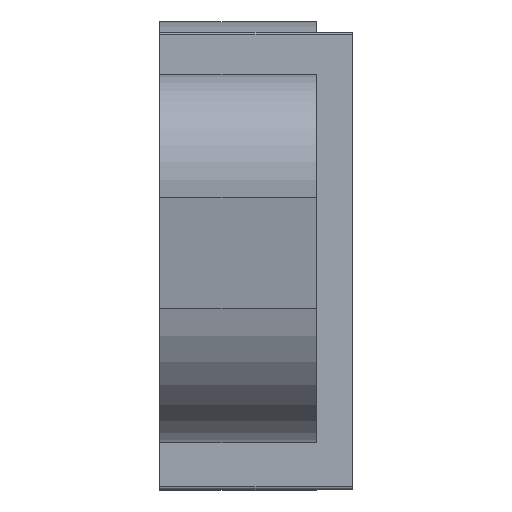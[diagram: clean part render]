
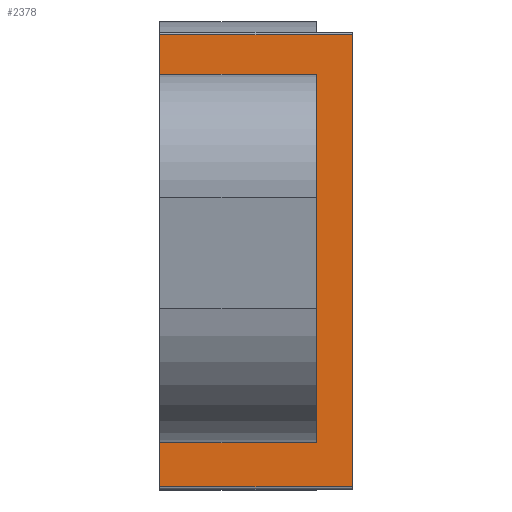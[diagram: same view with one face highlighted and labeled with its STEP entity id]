
A CAD part, top view. The second image highlights one B-rep face of the part: STEP entity #2378.
In plain terms, the highlighted planar face has unit normal (0, 0, 1).
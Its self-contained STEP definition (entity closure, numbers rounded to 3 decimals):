
#78 = VERTEX_POINT ( 'NONE', #2774 ) ;
#129 = CARTESIAN_POINT ( 'NONE',  ( -246., 274.1, 104.5 ) ) ;
#154 = VECTOR ( 'NONE', #906, 1000. ) ;
#166 = CARTESIAN_POINT ( 'NONE',  ( -246., 274.1, 104.5 ) ) ;
#227 = LINE ( 'NONE', #166, #2781 ) ;
#500 = LINE ( 'NONE', #2948, #3047 ) ;
#550 = ORIENTED_EDGE ( 'NONE', *, *, #1128, .F. ) ;
#554 = ORIENTED_EDGE ( 'NONE', *, *, #1805, .F. ) ;
#645 = FACE_OUTER_BOUND ( 'NONE', #3178, .T. ) ;
#657 = CARTESIAN_POINT ( 'NONE',  ( -262., 324.55, 104.5 ) ) ;
#658 = CARTESIAN_POINT ( 'NONE',  ( -267.5, 274.1, 104.5 ) ) ;
#683 = DIRECTION ( 'NONE',  ( -1., 0., 0. ) ) ;
#724 = LINE ( 'NONE', #2693, #1974 ) ;
#726 = VECTOR ( 'NONE', #2555, 1000. ) ;
#766 = ORIENTED_EDGE ( 'NONE', *, *, #1464, .F. ) ;
#833 = CARTESIAN_POINT ( 'NONE',  ( -250., 279., 104.5 ) ) ;
#850 = VERTEX_POINT ( 'NONE', #1250 ) ;
#852 = AXIS2_PLACEMENT_3D ( 'NONE', #1926, #2172, #683 ) ;
#906 = DIRECTION ( 'NONE',  ( 1., 0., 0. ) ) ;
#913 = CARTESIAN_POINT ( 'NONE',  ( -250., 320.15, 104.5 ) ) ;
#924 = VECTOR ( 'NONE', #2233, 1000. ) ;
#1055 = CARTESIAN_POINT ( 'NONE',  ( -262., 320.15, 104.5 ) ) ;
#1080 = CARTESIAN_POINT ( 'NONE',  ( -267.5, 279., 104.5 ) ) ;
#1095 = ORIENTED_EDGE ( 'NONE', *, *, #1803, .T. ) ;
#1128 = EDGE_CURVE ( 'NONE', #1206, #78, #724, .T. ) ;
#1206 = VERTEX_POINT ( 'NONE', #2673 ) ;
#1217 = DIRECTION ( 'NONE',  ( 0., 1., 0. ) ) ;
#1246 = ORIENTED_EDGE ( 'NONE', *, *, #1386, .F. ) ;
#1250 = CARTESIAN_POINT ( 'NONE',  ( -246., 324.55, 104.5 ) ) ;
#1269 = VECTOR ( 'NONE', #3140, 1000. ) ;
#1386 = EDGE_CURVE ( 'NONE', #3106, #2945, #2056, .T. ) ;
#1419 = CARTESIAN_POINT ( 'NONE',  ( -262., 274.1, 104.5 ) ) ;
#1460 = LINE ( 'NONE', #657, #154 ) ;
#1464 = EDGE_CURVE ( 'NONE', #2481, #1654, #500, .T. ) ;
#1556 = VERTEX_POINT ( 'NONE', #129 ) ;
#1625 = ORIENTED_EDGE ( 'NONE', *, *, #3171, .T. ) ;
#1654 = VERTEX_POINT ( 'NONE', #913 ) ;
#1662 = EDGE_CURVE ( 'NONE', #3106, #1556, #3158, .T. ) ;
#1676 = PLANE ( 'NONE',  #852 ) ;
#1803 = EDGE_CURVE ( 'NONE', #1556, #850, #227, .T. ) ;
#1805 = EDGE_CURVE ( 'NONE', #78, #850, #1460, .T. ) ;
#1887 = VECTOR ( 'NONE', #2286, 1000. ) ;
#1926 = CARTESIAN_POINT ( 'NONE',  ( -262., 320.15, 104.5 ) ) ;
#1974 = VECTOR ( 'NONE', #1217, 1000. ) ;
#2038 = EDGE_CURVE ( 'NONE', #2945, #2481, #2816, .T. ) ;
#2041 = LINE ( 'NONE', #1055, #1887 ) ;
#2056 = LINE ( 'NONE', #2305, #726 ) ;
#2172 = DIRECTION ( 'NONE',  ( 0., 0., -1. ) ) ;
#2233 = DIRECTION ( 'NONE',  ( 1., 0., 0. ) ) ;
#2286 = DIRECTION ( 'NONE',  ( 1., 0., 0. ) ) ;
#2305 = CARTESIAN_POINT ( 'NONE',  ( -267.5, 274.1, 104.5 ) ) ;
#2378 = ADVANCED_FACE ( 'NONE', ( #645 ), #1676, .F. ) ;
#2481 = VERTEX_POINT ( 'NONE', #833 ) ;
#2555 = DIRECTION ( 'NONE',  ( 0., 1., 0. ) ) ;
#2629 = DIRECTION ( 'NONE',  ( 0., 1., 0. ) ) ;
#2673 = CARTESIAN_POINT ( 'NONE',  ( -267.5, 320.15, 104.5 ) ) ;
#2693 = CARTESIAN_POINT ( 'NONE',  ( -267.5, 320.15, 104.5 ) ) ;
#2717 = ORIENTED_EDGE ( 'NONE', *, *, #2038, .F. ) ;
#2774 = CARTESIAN_POINT ( 'NONE',  ( -267.5, 324.55, 104.5 ) ) ;
#2781 = VECTOR ( 'NONE', #2629, 1000. ) ;
#2816 = LINE ( 'NONE', #2967, #924 ) ;
#2833 = ORIENTED_EDGE ( 'NONE', *, *, #1662, .T. ) ;
#2945 = VERTEX_POINT ( 'NONE', #1080 ) ;
#2948 = CARTESIAN_POINT ( 'NONE',  ( -250., 279., 104.5 ) ) ;
#2967 = CARTESIAN_POINT ( 'NONE',  ( -262., 279., 104.5 ) ) ;
#3047 = VECTOR ( 'NONE', #3050, 1000. ) ;
#3050 = DIRECTION ( 'NONE',  ( 0., 1., 0. ) ) ;
#3106 = VERTEX_POINT ( 'NONE', #658 ) ;
#3140 = DIRECTION ( 'NONE',  ( 1., 0., 0. ) ) ;
#3158 = LINE ( 'NONE', #1419, #1269 ) ;
#3171 = EDGE_CURVE ( 'NONE', #1206, #1654, #2041, .T. ) ;
#3178 = EDGE_LOOP ( 'NONE', ( #554, #550, #1625, #766, #2717, #1246, #2833, #1095 ) ) ;
